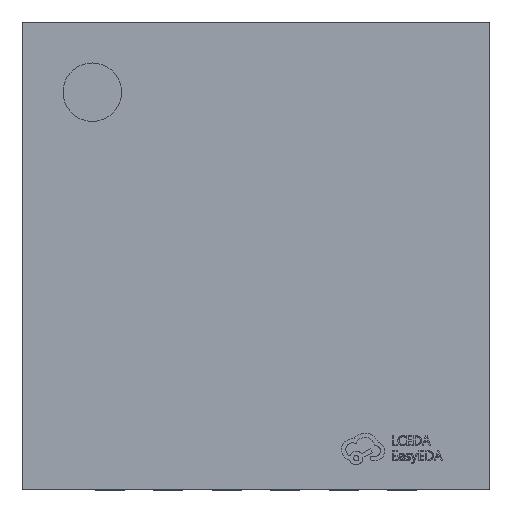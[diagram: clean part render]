
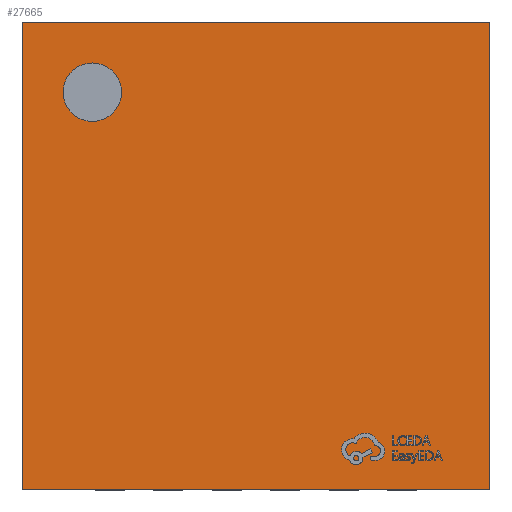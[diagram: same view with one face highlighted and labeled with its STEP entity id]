
A CAD part, top view. The second image highlights one B-rep face of the part: STEP entity #27665.
In plain terms, the highlighted planar face has unit normal (0, 0, 1).
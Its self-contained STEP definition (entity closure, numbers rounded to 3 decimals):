
#839 = CARTESIAN_POINT ( 'NONE',  ( 0., 0., 1. ) ) ;
#1306 = CARTESIAN_POINT ( 'NONE',  ( 2., 2., 1. ) ) ;
#1841 = CIRCLE ( 'NONE', #26453, 0.25 ) ;
#2269 = DIRECTION ( 'NONE',  ( 1., 0., 0. ) ) ;
#2693 = LINE ( 'NONE', #23260, #26697 ) ;
#2708 = VECTOR ( 'NONE', #31771, 1000. ) ;
#2762 = VERTEX_POINT ( 'NONE', #12533 ) ;
#3845 = ORIENTED_EDGE ( 'NONE', *, *, #32195, .F. ) ;
#4423 = LINE ( 'NONE', #25190, #11745 ) ;
#5235 = CIRCLE ( 'NONE', #5859, 0.25 ) ;
#5859 = AXIS2_PLACEMENT_3D ( 'NONE', #28929, #38599, #2269 ) ;
#7770 = LINE ( 'NONE', #19790, #2708 ) ;
#9413 = EDGE_CURVE ( 'NONE', #30811, #2762, #1841, .T. ) ;
#9887 = LINE ( 'NONE', #34446, #34087 ) ;
#10268 = CARTESIAN_POINT ( 'NONE',  ( -2., 2., 1. ) ) ;
#11745 = VECTOR ( 'NONE', #30655, 1000. ) ;
#12533 = CARTESIAN_POINT ( 'NONE',  ( -1.15, 1.4, 1. ) ) ;
#12880 = DIRECTION ( 'NONE',  ( 0., 0., 1. ) ) ;
#14162 = DIRECTION ( 'NONE',  ( 0., 1., 0. ) ) ;
#15865 = VERTEX_POINT ( 'NONE', #33239 ) ;
#17287 = ORIENTED_EDGE ( 'NONE', *, *, #28896, .T. ) ;
#17562 = EDGE_CURVE ( 'NONE', #38465, #30273, #9887, .T. ) ;
#17877 = DIRECTION ( 'NONE',  ( 0., 0., 1. ) ) ;
#19790 = CARTESIAN_POINT ( 'NONE',  ( -2., 2., 1. ) ) ;
#20432 = EDGE_CURVE ( 'NONE', #15865, #32927, #2693, .T. ) ;
#20588 = CARTESIAN_POINT ( 'NONE',  ( -1.65, 1.4, 1. ) ) ;
#20815 = EDGE_LOOP ( 'NONE', ( #3845, #35417 ) ) ;
#21031 = DIRECTION ( 'NONE',  ( 1., 0., 0. ) ) ;
#23260 = CARTESIAN_POINT ( 'NONE',  ( 2., 2., 1. ) ) ;
#23470 = AXIS2_PLACEMENT_3D ( 'NONE', #839, #12880, #24947 ) ;
#23790 = CARTESIAN_POINT ( 'NONE',  ( -1.4, 1.4, 1. ) ) ;
#24748 = PLANE ( 'NONE',  #23470 ) ;
#24947 = DIRECTION ( 'NONE',  ( 1., 0., 0. ) ) ;
#25190 = CARTESIAN_POINT ( 'NONE',  ( -2., -2., 1. ) ) ;
#26453 = AXIS2_PLACEMENT_3D ( 'NONE', #23790, #17877, #21031 ) ;
#26697 = VECTOR ( 'NONE', #14162, 1000. ) ;
#27436 = DIRECTION ( 'NONE',  ( 0., -1., 0. ) ) ;
#27500 = FACE_BOUND ( 'NONE', #20815, .T. ) ;
#27665 = ADVANCED_FACE ( 'NONE', ( #27500, #27896 ), #24748, .T. ) ;
#27896 = FACE_OUTER_BOUND ( 'NONE', #32381, .T. ) ;
#28896 = EDGE_CURVE ( 'NONE', #32927, #38465, #7770, .T. ) ;
#28929 = CARTESIAN_POINT ( 'NONE',  ( -1.4, 1.4, 1. ) ) ;
#30273 = VERTEX_POINT ( 'NONE', #38470 ) ;
#30655 = DIRECTION ( 'NONE',  ( 1., 0., 0. ) ) ;
#30811 = VERTEX_POINT ( 'NONE', #20588 ) ;
#31771 = DIRECTION ( 'NONE',  ( -1., 0., 0. ) ) ;
#32195 = EDGE_CURVE ( 'NONE', #2762, #30811, #5235, .T. ) ;
#32381 = EDGE_LOOP ( 'NONE', ( #36490, #17287, #34893, #36770 ) ) ;
#32927 = VERTEX_POINT ( 'NONE', #1306 ) ;
#33239 = CARTESIAN_POINT ( 'NONE',  ( 2., -2., 1. ) ) ;
#34015 = EDGE_CURVE ( 'NONE', #30273, #15865, #4423, .T. ) ;
#34087 = VECTOR ( 'NONE', #27436, 1000. ) ;
#34446 = CARTESIAN_POINT ( 'NONE',  ( -2., 2., 1. ) ) ;
#34893 = ORIENTED_EDGE ( 'NONE', *, *, #17562, .T. ) ;
#35417 = ORIENTED_EDGE ( 'NONE', *, *, #9413, .F. ) ;
#36490 = ORIENTED_EDGE ( 'NONE', *, *, #20432, .T. ) ;
#36770 = ORIENTED_EDGE ( 'NONE', *, *, #34015, .T. ) ;
#38465 = VERTEX_POINT ( 'NONE', #10268 ) ;
#38470 = CARTESIAN_POINT ( 'NONE',  ( -2., -2., 1. ) ) ;
#38599 = DIRECTION ( 'NONE',  ( 0., 0., 1. ) ) ;
